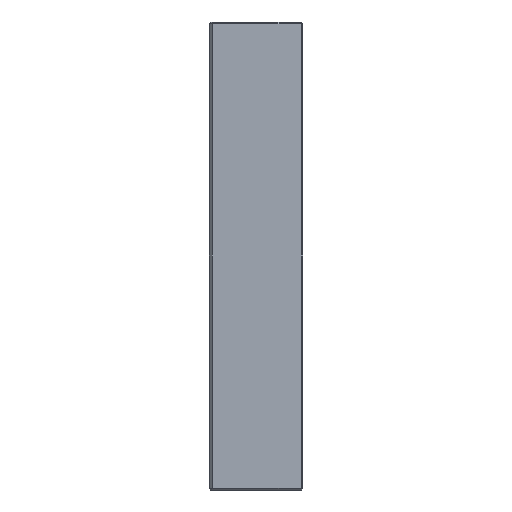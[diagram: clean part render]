
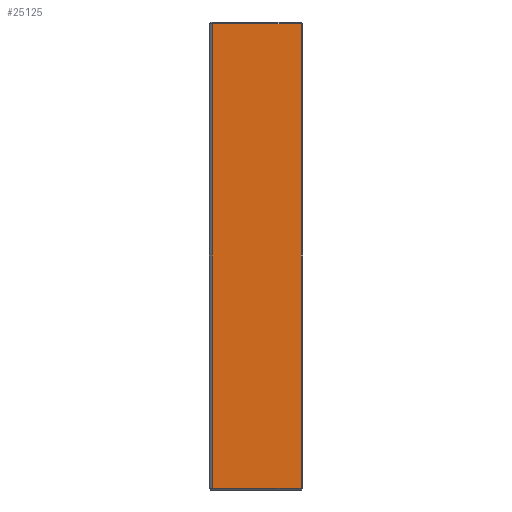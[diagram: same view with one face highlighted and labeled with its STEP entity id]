
A CAD part, front view. The second image highlights one B-rep face of the part: STEP entity #25125.
In plain terms, the highlighted planar face has unit normal (0, -1, 0).
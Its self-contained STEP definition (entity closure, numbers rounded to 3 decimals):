
#15514 = PLANE('',#15515);
#15515 = AXIS2_PLACEMENT_3D('',#15516,#15517,#15518);
#15516 = CARTESIAN_POINT('',(3.,-5.95,0.05));
#15517 = DIRECTION('',(0.,0.707,0.707));
#15518 = DIRECTION('',(1.,0.,0.));
#15822 = PLANE('',#15823);
#15823 = AXIS2_PLACEMENT_3D('',#15824,#15825,#15826);
#15824 = CARTESIAN_POINT('',(3.,-5.95,29.95));
#15825 = DIRECTION('',(0.,-0.707,
    0.707));
#15826 = DIRECTION('',(1.,0.,0.));
#16109 = PLANE('',#16110);
#16110 = AXIS2_PLACEMENT_3D('',#16111,#16112,#16113);
#16111 = CARTESIAN_POINT('',(-2.9,-5.9,0.));
#16112 = DIRECTION('',(-0.707,-0.707,0.));
#16113 = DIRECTION('',(0.,0.,1.));
#19419 = VERTEX_POINT('',#19420);
#19420 = CARTESIAN_POINT('',(2.9,-6.,0.1));
#19441 = EDGE_CURVE('',#19419,#19442,#19444,.T.);
#19442 = VERTEX_POINT('',#19443);
#19443 = CARTESIAN_POINT('',(-2.8,-6.,0.1));
#19444 = SURFACE_CURVE('',#19445,(#19449,#19456),.PCURVE_S1.);
#19445 = LINE('',#19446,#19447);
#19446 = CARTESIAN_POINT('',(3.,-6.,0.1));
#19447 = VECTOR('',#19448,1.);
#19448 = DIRECTION('',(-1.,0.,0.));
#19449 = PCURVE('',#15514,#19450);
#19450 = DEFINITIONAL_REPRESENTATION('',(#19451),#19455);
#19451 = LINE('',#19452,#19453);
#19452 = CARTESIAN_POINT('',(0.,-0.071));
#19453 = VECTOR('',#19454,1.);
#19454 = DIRECTION('',(-1.,0.));
#19455 = ( GEOMETRIC_REPRESENTATION_CONTEXT(2) 
PARAMETRIC_REPRESENTATION_CONTEXT() REPRESENTATION_CONTEXT('2D SPACE',''
  ) );
#19456 = PCURVE('',#19457,#19462);
#19457 = PLANE('',#19458);
#19458 = AXIS2_PLACEMENT_3D('',#19459,#19460,#19461);
#19459 = CARTESIAN_POINT('',(3.,-6.,0.));
#19460 = DIRECTION('',(0.,-1.,0.));
#19461 = DIRECTION('',(-1.,0.,0.));
#19462 = DEFINITIONAL_REPRESENTATION('',(#19463),#19467);
#19463 = LINE('',#19464,#19465);
#19464 = CARTESIAN_POINT('',(0.,-0.1));
#19465 = VECTOR('',#19466,1.);
#19466 = DIRECTION('',(1.,0.));
#19467 = ( GEOMETRIC_REPRESENTATION_CONTEXT(2) 
PARAMETRIC_REPRESENTATION_CONTEXT() REPRESENTATION_CONTEXT('2D SPACE',''
  ) );
#19734 = VERTEX_POINT('',#19735);
#19735 = CARTESIAN_POINT('',(2.9,-6.,29.9));
#19756 = EDGE_CURVE('',#19734,#19757,#19759,.T.);
#19757 = VERTEX_POINT('',#19758);
#19758 = CARTESIAN_POINT('',(-2.8,-6.,29.9));
#19759 = SURFACE_CURVE('',#19760,(#19764,#19771),.PCURVE_S1.);
#19760 = LINE('',#19761,#19762);
#19761 = CARTESIAN_POINT('',(3.,-6.,29.9));
#19762 = VECTOR('',#19763,1.);
#19763 = DIRECTION('',(-1.,0.,0.));
#19764 = PCURVE('',#15822,#19765);
#19765 = DEFINITIONAL_REPRESENTATION('',(#19766),#19770);
#19766 = LINE('',#19767,#19768);
#19767 = CARTESIAN_POINT('',(0.,-0.071));
#19768 = VECTOR('',#19769,1.);
#19769 = DIRECTION('',(-1.,0.));
#19770 = ( GEOMETRIC_REPRESENTATION_CONTEXT(2) 
PARAMETRIC_REPRESENTATION_CONTEXT() REPRESENTATION_CONTEXT('2D SPACE',''
  ) );
#19771 = PCURVE('',#19457,#19772);
#19772 = DEFINITIONAL_REPRESENTATION('',(#19773),#19777);
#19773 = LINE('',#19774,#19775);
#19774 = CARTESIAN_POINT('',(0.,-29.9));
#19775 = VECTOR('',#19776,1.);
#19776 = DIRECTION('',(1.,0.));
#19777 = ( GEOMETRIC_REPRESENTATION_CONTEXT(2) 
PARAMETRIC_REPRESENTATION_CONTEXT() REPRESENTATION_CONTEXT('2D SPACE',''
  ) );
#19913 = EDGE_CURVE('',#19442,#19757,#19914,.T.);
#19914 = SURFACE_CURVE('',#19915,(#19919,#19926),.PCURVE_S1.);
#19915 = LINE('',#19916,#19917);
#19916 = CARTESIAN_POINT('',(-2.8,-6.,0.));
#19917 = VECTOR('',#19918,1.);
#19918 = DIRECTION('',(0.,0.,1.));
#19919 = PCURVE('',#16109,#19920);
#19920 = DEFINITIONAL_REPRESENTATION('',(#19921),#19925);
#19921 = LINE('',#19922,#19923);
#19922 = CARTESIAN_POINT('',(0.,-0.141));
#19923 = VECTOR('',#19924,1.);
#19924 = DIRECTION('',(1.,0.));
#19925 = ( GEOMETRIC_REPRESENTATION_CONTEXT(2) 
PARAMETRIC_REPRESENTATION_CONTEXT() REPRESENTATION_CONTEXT('2D SPACE',''
  ) );
#19926 = PCURVE('',#19457,#19927);
#19927 = DEFINITIONAL_REPRESENTATION('',(#19928),#19932);
#19928 = LINE('',#19929,#19930);
#19929 = CARTESIAN_POINT('',(5.8,0.));
#19930 = VECTOR('',#19931,1.);
#19931 = DIRECTION('',(0.,-1.));
#19932 = ( GEOMETRIC_REPRESENTATION_CONTEXT(2) 
PARAMETRIC_REPRESENTATION_CONTEXT() REPRESENTATION_CONTEXT('2D SPACE',''
  ) );
#25025 = PLANE('',#25026);
#25026 = AXIS2_PLACEMENT_3D('',#25027,#25028,#25029);
#25027 = CARTESIAN_POINT('',(2.95,-5.95,0.));
#25028 = DIRECTION('',(0.707,-0.707,0.));
#25029 = DIRECTION('',(0.,0.,1.));
#25125 = ADVANCED_FACE('',(#25126),#19457,.T.);
#25126 = FACE_BOUND('',#25127,.T.);
#25127 = EDGE_LOOP('',(#25128,#25149,#25150,#25151));
#25128 = ORIENTED_EDGE('',*,*,#25129,.T.);
#25129 = EDGE_CURVE('',#19419,#19734,#25130,.T.);
#25130 = SURFACE_CURVE('',#25131,(#25135,#25142),.PCURVE_S1.);
#25131 = LINE('',#25132,#25133);
#25132 = CARTESIAN_POINT('',(2.9,-6.,0.));
#25133 = VECTOR('',#25134,1.);
#25134 = DIRECTION('',(0.,0.,1.));
#25135 = PCURVE('',#19457,#25136);
#25136 = DEFINITIONAL_REPRESENTATION('',(#25137),#25141);
#25137 = LINE('',#25138,#25139);
#25138 = CARTESIAN_POINT('',(0.1,0.));
#25139 = VECTOR('',#25140,1.);
#25140 = DIRECTION('',(0.,-1.));
#25141 = ( GEOMETRIC_REPRESENTATION_CONTEXT(2) 
PARAMETRIC_REPRESENTATION_CONTEXT() REPRESENTATION_CONTEXT('2D SPACE',''
  ) );
#25142 = PCURVE('',#25025,#25143);
#25143 = DEFINITIONAL_REPRESENTATION('',(#25144),#25148);
#25144 = LINE('',#25145,#25146);
#25145 = CARTESIAN_POINT('',(0.,0.071));
#25146 = VECTOR('',#25147,1.);
#25147 = DIRECTION('',(1.,0.));
#25148 = ( GEOMETRIC_REPRESENTATION_CONTEXT(2) 
PARAMETRIC_REPRESENTATION_CONTEXT() REPRESENTATION_CONTEXT('2D SPACE',''
  ) );
#25149 = ORIENTED_EDGE('',*,*,#19756,.T.);
#25150 = ORIENTED_EDGE('',*,*,#19913,.F.);
#25151 = ORIENTED_EDGE('',*,*,#19441,.F.);
